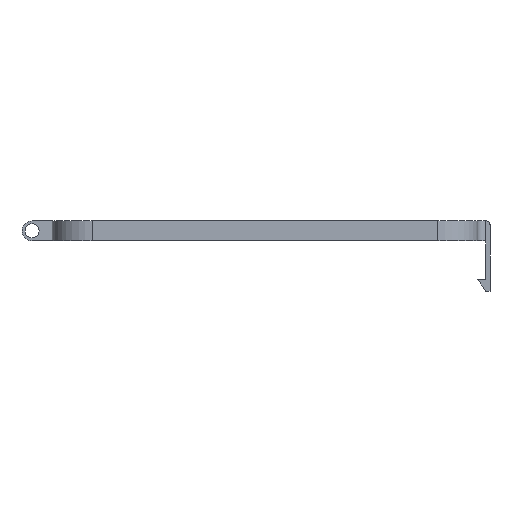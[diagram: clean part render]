
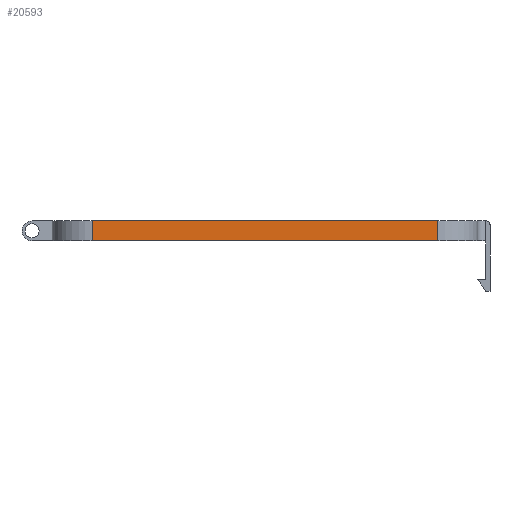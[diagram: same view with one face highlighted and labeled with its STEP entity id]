
A CAD part, front view. The second image highlights one B-rep face of the part: STEP entity #20593.
In plain terms, the highlighted planar face has unit normal (0, -1, 0).
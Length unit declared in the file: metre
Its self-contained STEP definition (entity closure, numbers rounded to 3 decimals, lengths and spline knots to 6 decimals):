
#291=PLANE('',#21663);
#1358=LINE('',#32278,#3029);
#1456=LINE('',#33224,#3127);
#1457=LINE('',#33226,#3128);
#1458=LINE('',#33228,#3129);
#3029=VECTOR('',#23194,1.);
#3127=VECTOR('',#23322,1.);
#3128=VECTOR('',#23325,1.);
#3129=VECTOR('',#23326,1.);
#7407=ORIENTED_EDGE('',*,*,#12181,.T.);
#7408=ORIENTED_EDGE('',*,*,#12182,.F.);
#7409=ORIENTED_EDGE('',*,*,#11892,.F.);
#7410=ORIENTED_EDGE('',*,*,#12180,.T.);
#11892=EDGE_CURVE('',#14543,#14544,#1358,.T.);
#12180=EDGE_CURVE('',#14543,#14821,#1456,.T.);
#12181=EDGE_CURVE('',#14821,#14822,#1457,.T.);
#12182=EDGE_CURVE('',#14544,#14822,#1458,.T.);
#14543=VERTEX_POINT('',#32277);
#14544=VERTEX_POINT('',#32279);
#14821=VERTEX_POINT('',#33223);
#14822=VERTEX_POINT('',#33227);
#17512=EDGE_LOOP('',(#7407,#7408,#7409,#7410));
#18705=FACE_BOUND('',#17512,.T.);
#20593=ADVANCED_FACE('',(#18705),#291,.F.);
#21663=AXIS2_PLACEMENT_3D('',#33225,#23323,#23324);
#23194=DIRECTION('',(1.,0.,0.));
#23322=DIRECTION('',(0.,0.,-1.));
#23323=DIRECTION('',(0.,1.,0.));
#23324=DIRECTION('',(0.,0.,1.));
#23325=DIRECTION('',(1.,0.,0.));
#23326=DIRECTION('',(0.,0.,-1.));
#32277=CARTESIAN_POINT('',(0.01,0.,0.005));
#32278=CARTESIAN_POINT('',(0.053,0.,0.005));
#32279=CARTESIAN_POINT('',(0.096,0.,0.005));
#33223=CARTESIAN_POINT('',(0.01,0.,0.));
#33224=CARTESIAN_POINT('',(0.01,0.,0.005));
#33225=CARTESIAN_POINT('',(0.053,0.,0.005));
#33226=CARTESIAN_POINT('',(0.053,0.,0.));
#33227=CARTESIAN_POINT('',(0.096,0.,0.));
#33228=CARTESIAN_POINT('',(0.096,0.,0.005));
